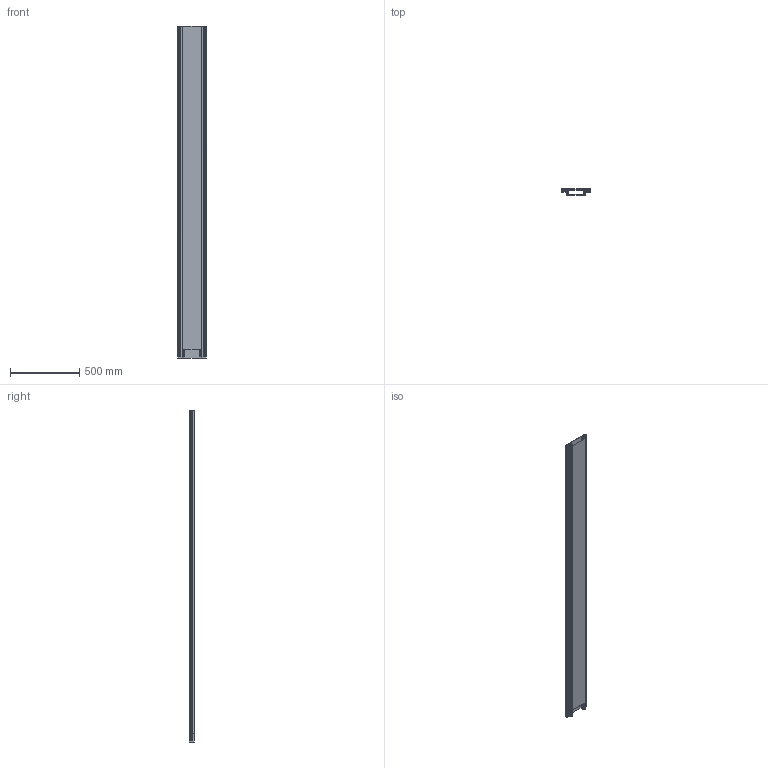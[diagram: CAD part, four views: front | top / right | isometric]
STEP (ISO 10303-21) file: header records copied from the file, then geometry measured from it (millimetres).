
FILE_DESCRIPTION((''),'2;1');
FILE_NAME('7424400_ASM','2016-01-22T',('AndreasKeweloh'),(''),'CREO PARAMETRIC BY PTC INC, 2015290','CREO PARAMETRIC BY PTC INC, 2015290','');
FILE_SCHEMA(('CONFIG_CONTROL_DESIGN'));
Length unit declared in the file: millimetre
Products named in the file (6): 32812B; 40737A_ASM; 43422B; 43423F; 43926A_H_32NEU; 7424400_ASM
Assembly tree (11 placements, depth 2):
  7424400_ASM
    32812B  x2
    40737A_ASM  x3
    43422B  x3
    43423F  x2
    43926A_H_32NEU
Bounding box: 202.9 x 40 x 2400 mm (x, y, z)
Volume: 4004342.4 mm3; surface area: 3821855.4 mm2
Topology: 8 solids, 8 shells, 432 faces, 1208 edges, 792 vertices
Faces by surface type: plane 208, cylinder 188, cone 36
Entity records: 7010 total; most frequent: CARTESIAN_POINT 1290, DIRECTION 1190, ORIENTED_EDGE 1172, EDGE_CURVE 586, AXIS2_PLACEMENT_3D 397, VECTOR 396, LINE 396, VERTEX_POINT 386
